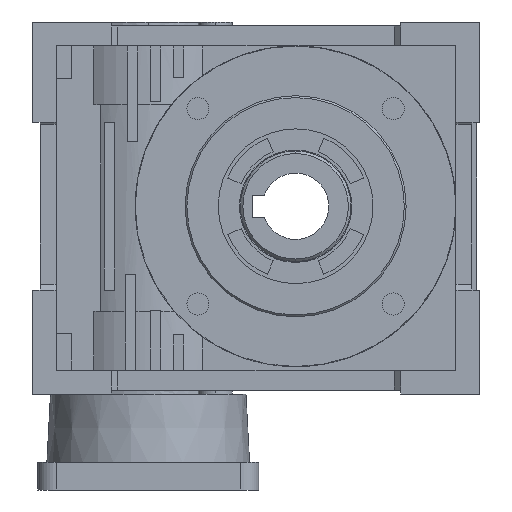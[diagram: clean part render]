
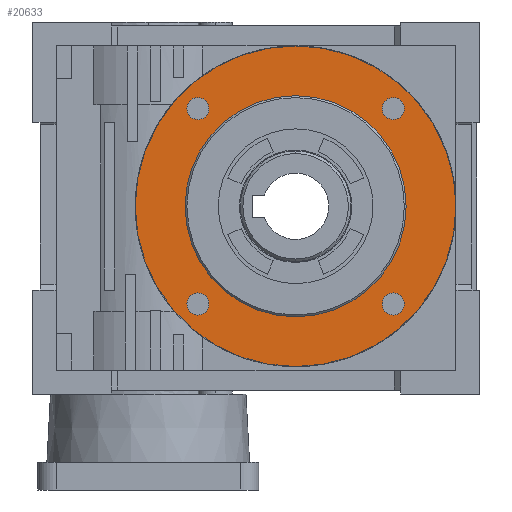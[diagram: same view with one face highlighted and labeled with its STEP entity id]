
A CAD part, left-side view. The second image highlights one B-rep face of the part: STEP entity #20633.
In plain terms, the highlighted planar face has unit normal (-1, 0, 0).
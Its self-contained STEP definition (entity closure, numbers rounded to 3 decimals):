
#194 = DIRECTION ( 'NONE',  ( 0., 1., 0. ) ) ;
#301 = EDGE_CURVE ( 'NONE', #9153, #1047, #21532, .T. ) ;
#367 = AXIS2_PLACEMENT_3D ( 'NONE', #7679, #11351, #20040 ) ;
#609 = CARTESIAN_POINT ( 'NONE',  ( -36.5, 0., -30. ) ) ;
#636 = AXIS2_PLACEMENT_3D ( 'NONE', #12464, #8680, #7167 ) ;
#648 = ORIENTED_EDGE ( 'NONE', *, *, #17264, .F. ) ;
#868 = EDGE_LOOP ( 'NONE', ( #13785, #648 ) ) ;
#1047 = VERTEX_POINT ( 'NONE', #20101 ) ;
#1169 = FACE_BOUND ( 'NONE', #21637, .T. ) ;
#1481 = ORIENTED_EDGE ( 'NONE', *, *, #9391, .T. ) ;
#1615 = PLANE ( 'NONE',  #636 ) ;
#1651 = VERTEX_POINT ( 'NONE', #14170 ) ;
#2100 = EDGE_CURVE ( 'NONE', #8809, #1651, #22822, .T. ) ;
#2150 = DIRECTION ( 'NONE',  ( 1., 0., 0. ) ) ;
#2283 = ORIENTED_EDGE ( 'NONE', *, *, #12662, .F. ) ;
#2370 = CARTESIAN_POINT ( 'NONE',  ( -36.5, 0., -43.51 ) ) ;
#2673 = EDGE_CURVE ( 'NONE', #17736, #14422, #8969, .T. ) ;
#2756 = CARTESIAN_POINT ( 'NONE',  ( -36.5, 26.517, 29.517 ) ) ;
#2842 = FACE_BOUND ( 'NONE', #7690, .T. ) ;
#2943 = EDGE_LOOP ( 'NONE', ( #15344, #22731 ) ) ;
#3269 = CARTESIAN_POINT ( 'NONE',  ( -36.5, 0., 0. ) ) ;
#3753 = CIRCLE ( 'NONE', #19572, 3. ) ;
#4139 = CARTESIAN_POINT ( 'NONE',  ( -36.5, 26.517, 26.517 ) ) ;
#4607 = VERTEX_POINT ( 'NONE', #16827 ) ;
#4741 = VERTEX_POINT ( 'NONE', #15562 ) ;
#5123 = CARTESIAN_POINT ( 'NONE',  ( -36.5, 0., 30. ) ) ;
#5684 = DIRECTION ( 'NONE',  ( 1., 0., 0. ) ) ;
#5830 = DIRECTION ( 'NONE',  ( 0., 0., -1. ) ) ;
#6006 = DIRECTION ( 'NONE',  ( 0., -1., 0. ) ) ;
#6454 = DIRECTION ( 'NONE',  ( -1., 0., 0. ) ) ;
#6534 = CARTESIAN_POINT ( 'NONE',  ( -36.5, 26.517, -26.517 ) ) ;
#6983 = EDGE_LOOP ( 'NONE', ( #17956, #11338 ) ) ;
#7167 = DIRECTION ( 'NONE',  ( 0., 0., -1. ) ) ;
#7522 = AXIS2_PLACEMENT_3D ( 'NONE', #9179, #12721, #194 ) ;
#7679 = CARTESIAN_POINT ( 'NONE',  ( -36.5, 26.517, 26.517 ) ) ;
#7690 = EDGE_LOOP ( 'NONE', ( #1481, #9528 ) ) ;
#7861 = VERTEX_POINT ( 'NONE', #609 ) ;
#7955 = EDGE_CURVE ( 'NONE', #4607, #10419, #20632, .T. ) ;
#8029 = AXIS2_PLACEMENT_3D ( 'NONE', #14208, #12347, #17786 ) ;
#8494 = CARTESIAN_POINT ( 'NONE',  ( -36.5, -26.517, -26.517 ) ) ;
#8495 = VERTEX_POINT ( 'NONE', #2370 ) ;
#8601 = AXIS2_PLACEMENT_3D ( 'NONE', #10189, #10046, #13747 ) ;
#8680 = DIRECTION ( 'NONE',  ( -1., 0., 0. ) ) ;
#8809 = VERTEX_POINT ( 'NONE', #17673 ) ;
#8969 = CIRCLE ( 'NONE', #367, 3. ) ;
#9153 = VERTEX_POINT ( 'NONE', #13184 ) ;
#9179 = CARTESIAN_POINT ( 'NONE',  ( -36.5, -26.517, 26.517 ) ) ;
#9391 = EDGE_CURVE ( 'NONE', #1047, #9153, #22100, .T. ) ;
#9528 = ORIENTED_EDGE ( 'NONE', *, *, #301, .T. ) ;
#10046 = DIRECTION ( 'NONE',  ( 1., 0., 0. ) ) ;
#10189 = CARTESIAN_POINT ( 'NONE',  ( -36.5, -26.517, -26.517 ) ) ;
#10214 = CARTESIAN_POINT ( 'NONE',  ( -36.5, 26.517, 23.517 ) ) ;
#10403 = CIRCLE ( 'NONE', #16625, 3. ) ;
#10419 = VERTEX_POINT ( 'NONE', #17804 ) ;
#10568 = ORIENTED_EDGE ( 'NONE', *, *, #22849, .T. ) ;
#10793 = FACE_BOUND ( 'NONE', #6983, .T. ) ;
#11338 = ORIENTED_EDGE ( 'NONE', *, *, #18197, .T. ) ;
#11351 = DIRECTION ( 'NONE',  ( 1., 0., 0. ) ) ;
#11708 = DIRECTION ( 'NONE',  ( 0., 0., -1. ) ) ;
#11912 = EDGE_CURVE ( 'NONE', #7861, #18862, #13095, .T. ) ;
#12005 = EDGE_CURVE ( 'NONE', #14422, #17736, #3753, .T. ) ;
#12124 = DIRECTION ( 'NONE',  ( 0., 0., 1. ) ) ;
#12212 = DIRECTION ( 'NONE',  ( 0., 0., 1. ) ) ;
#12226 = AXIS2_PLACEMENT_3D ( 'NONE', #8494, #22655, #12124 ) ;
#12347 = DIRECTION ( 'NONE',  ( -1., 0., 0. ) ) ;
#12456 = FACE_OUTER_BOUND ( 'NONE', #19137, .T. ) ;
#12464 = CARTESIAN_POINT ( 'NONE',  ( -36.5, 0., 0. ) ) ;
#12662 = EDGE_CURVE ( 'NONE', #8495, #4741, #21367, .T. ) ;
#12721 = DIRECTION ( 'NONE',  ( 1., 0., 0. ) ) ;
#12804 = AXIS2_PLACEMENT_3D ( 'NONE', #14318, #6454, #12212 ) ;
#13095 = CIRCLE ( 'NONE', #8029, 30. ) ;
#13184 = CARTESIAN_POINT ( 'NONE',  ( -36.5, -26.517, 23.517 ) ) ;
#13713 = CIRCLE ( 'NONE', #20191, 43.51 ) ;
#13747 = DIRECTION ( 'NONE',  ( 0., 0., 1. ) ) ;
#13785 = ORIENTED_EDGE ( 'NONE', *, *, #11912, .F. ) ;
#14170 = CARTESIAN_POINT ( 'NONE',  ( -36.5, -26.517, -29.517 ) ) ;
#14208 = CARTESIAN_POINT ( 'NONE',  ( -36.5, 0., 0. ) ) ;
#14318 = CARTESIAN_POINT ( 'NONE',  ( -36.5, 0., 0. ) ) ;
#14422 = VERTEX_POINT ( 'NONE', #2756 ) ;
#14566 = DIRECTION ( 'NONE',  ( 0., 0., -1. ) ) ;
#14688 = CIRCLE ( 'NONE', #12226, 3. ) ;
#14722 = DIRECTION ( 'NONE',  ( 1., 0., 0. ) ) ;
#15336 = DIRECTION ( 'NONE',  ( 1., 0., 0. ) ) ;
#15344 = ORIENTED_EDGE ( 'NONE', *, *, #12005, .T. ) ;
#15526 = ORIENTED_EDGE ( 'NONE', *, *, #15726, .F. ) ;
#15562 = CARTESIAN_POINT ( 'NONE',  ( -36.5, 0., 43.51 ) ) ;
#15726 = EDGE_CURVE ( 'NONE', #4741, #8495, #13713, .T. ) ;
#15728 = AXIS2_PLACEMENT_3D ( 'NONE', #16347, #14722, #14566 ) ;
#16347 = CARTESIAN_POINT ( 'NONE',  ( -36.5, 0., 0. ) ) ;
#16547 = DIRECTION ( 'NONE',  ( 1., 0., 0. ) ) ;
#16625 = AXIS2_PLACEMENT_3D ( 'NONE', #6534, #20796, #18871 ) ;
#16827 = CARTESIAN_POINT ( 'NONE',  ( -36.5, 26.517, -23.517 ) ) ;
#17264 = EDGE_CURVE ( 'NONE', #18862, #7861, #19744, .T. ) ;
#17673 = CARTESIAN_POINT ( 'NONE',  ( -36.5, -26.517, -23.517 ) ) ;
#17736 = VERTEX_POINT ( 'NONE', #10214 ) ;
#17786 = DIRECTION ( 'NONE',  ( 0., 0., 1. ) ) ;
#17804 = CARTESIAN_POINT ( 'NONE',  ( -36.5, 26.517, -29.517 ) ) ;
#17806 = DIRECTION ( 'NONE',  ( 0., 1., 0. ) ) ;
#17956 = ORIENTED_EDGE ( 'NONE', *, *, #2100, .T. ) ;
#18197 = EDGE_CURVE ( 'NONE', #1651, #8809, #14688, .T. ) ;
#18500 = AXIS2_PLACEMENT_3D ( 'NONE', #21432, #2150, #17806 ) ;
#18862 = VERTEX_POINT ( 'NONE', #5123 ) ;
#18871 = DIRECTION ( 'NONE',  ( 0., -1., 0. ) ) ;
#19137 = EDGE_LOOP ( 'NONE', ( #2283, #15526 ) ) ;
#19572 = AXIS2_PLACEMENT_3D ( 'NONE', #4139, #5684, #5830 ) ;
#19744 = CIRCLE ( 'NONE', #12804, 30. ) ;
#19793 = ORIENTED_EDGE ( 'NONE', *, *, #7955, .T. ) ;
#20040 = DIRECTION ( 'NONE',  ( 0., 0., -1. ) ) ;
#20101 = CARTESIAN_POINT ( 'NONE',  ( -36.5, -26.517, 29.517 ) ) ;
#20191 = AXIS2_PLACEMENT_3D ( 'NONE', #3269, #15336, #11708 ) ;
#20632 = CIRCLE ( 'NONE', #21988, 3. ) ;
#20633 = ADVANCED_FACE ( 'NONE', ( #21895, #10793, #20748, #12456, #1169, #2842 ), #1615, .T. ) ;
#20748 = FACE_BOUND ( 'NONE', #2943, .T. ) ;
#20796 = DIRECTION ( 'NONE',  ( 1., 0., 0. ) ) ;
#21367 = CIRCLE ( 'NONE', #15728, 43.51 ) ;
#21432 = CARTESIAN_POINT ( 'NONE',  ( -36.5, -26.517, 26.517 ) ) ;
#21532 = CIRCLE ( 'NONE', #18500, 3. ) ;
#21637 = EDGE_LOOP ( 'NONE', ( #19793, #10568 ) ) ;
#21890 = CARTESIAN_POINT ( 'NONE',  ( -36.5, 26.517, -26.517 ) ) ;
#21895 = FACE_BOUND ( 'NONE', #868, .T. ) ;
#21988 = AXIS2_PLACEMENT_3D ( 'NONE', #21890, #16547, #6006 ) ;
#22100 = CIRCLE ( 'NONE', #7522, 3. ) ;
#22655 = DIRECTION ( 'NONE',  ( 1., 0., 0. ) ) ;
#22731 = ORIENTED_EDGE ( 'NONE', *, *, #2673, .T. ) ;
#22822 = CIRCLE ( 'NONE', #8601, 3. ) ;
#22849 = EDGE_CURVE ( 'NONE', #10419, #4607, #10403, .T. ) ;
